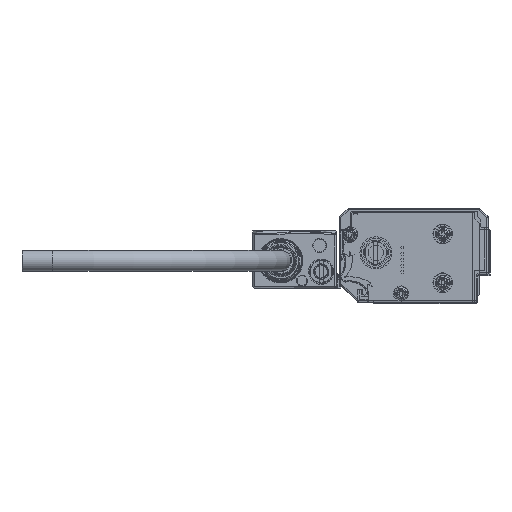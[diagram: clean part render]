
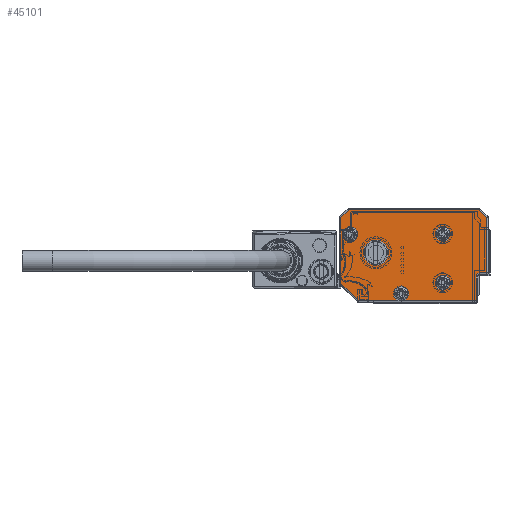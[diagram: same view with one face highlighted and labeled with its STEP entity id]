
A CAD part, left-side view. The second image highlights one B-rep face of the part: STEP entity #45101.
In plain terms, the highlighted planar face has unit normal (-1, 0, 0).
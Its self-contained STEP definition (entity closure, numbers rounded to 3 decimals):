
#44886=AXIS2_PLACEMENT_3D('Circle Axis2P3D',#44884,#44885,$) ;
#44914=AXIS2_PLACEMENT_3D('Circle Axis2P3D',#44912,#44913,$) ;
#44929=AXIS2_PLACEMENT_3D('Plane Axis2P3D',#44926,#44927,#44928) ;
#44933=AXIS2_PLACEMENT_3D('Circle Axis2P3D',#44931,#44932,$) ;
#44940=AXIS2_PLACEMENT_3D('Circle Axis2P3D',#44938,#44939,$) ;
#44947=AXIS2_PLACEMENT_3D('Circle Axis2P3D',#44945,#44946,$) ;
#44959=AXIS2_PLACEMENT_3D('Circle Axis2P3D',#44957,#44958,$) ;
#45031=AXIS2_PLACEMENT_3D('Circle Axis2P3D',#45029,#45030,$) ;
#45040=AXIS2_PLACEMENT_3D('Circle Axis2P3D',#45038,#45039,$) ;
#45049=AXIS2_PLACEMENT_3D('Circle Axis2P3D',#45047,#45048,$) ;
#45058=AXIS2_PLACEMENT_3D('Circle Axis2P3D',#45056,#45057,$) ;
#45067=AXIS2_PLACEMENT_3D('Circle Axis2P3D',#45065,#45066,$) ;
#45076=AXIS2_PLACEMENT_3D('Circle Axis2P3D',#45074,#45075,$) ;
#45085=AXIS2_PLACEMENT_3D('Circle Axis2P3D',#45083,#45084,$) ;
#45094=AXIS2_PLACEMENT_3D('Circle Axis2P3D',#45092,#45093,$) ;
#37754=CARTESIAN_POINT('Vertex',(-1773.,8.4,-1.)) ;
#37756=CARTESIAN_POINT('Vertex',(-1773.,7.,-1.)) ;
#37759=CARTESIAN_POINT('Line Origine',(-1773.,3.5,-1.)) ;
#37763=CARTESIAN_POINT('Vertex',(-1773.,21.793,-1.)) ;
#37775=CARTESIAN_POINT('Vertex',(-1773.,-17.,-1.)) ;
#37778=CARTESIAN_POINT('Line Origine',(-1773.,3.5,-1.)) ;
#44884=CARTESIAN_POINT('Axis2P3D Location',(-1773.,7.7,1.4)) ;
#44888=CARTESIAN_POINT('Vertex',(-1773.,5.2,1.4)) ;
#44909=CARTESIAN_POINT('Vertex',(-1773.,9.894,0.201)) ;
#44912=CARTESIAN_POINT('Axis2P3D Location',(-1773.,7.7,1.4)) ;
#44926=CARTESIAN_POINT('Axis2P3D Location',(-1773.,-21.5,13.5)) ;
#44931=CARTESIAN_POINT('Axis2P3D Location',(-1773.,7.7,1.4)) ;
#44935=CARTESIAN_POINT('Vertex',(-1773.,10.2,1.4)) ;
#44938=CARTESIAN_POINT('Axis2P3D Location',(-1773.,7.7,1.4)) ;
#44942=CARTESIAN_POINT('Vertex',(-1773.,5.506,2.599)) ;
#44945=CARTESIAN_POINT('Axis2P3D Location',(-1773.,7.7,1.4)) ;
#44950=CARTESIAN_POINT('Line Origine',(-1773.,-17.,3.1)) ;
#44954=CARTESIAN_POINT('Vertex',(-1773.,-17.,7.2)) ;
#44957=CARTESIAN_POINT('Axis2P3D Location',(-1773.,-18.,7.2)) ;
#44961=CARTESIAN_POINT('Vertex',(-1773.,-18.,8.2)) ;
#44964=CARTESIAN_POINT('Line Origine',(-1773.,-19.25,8.2)) ;
#44968=CARTESIAN_POINT('Vertex',(-1773.,-20.5,8.2)) ;
#44971=CARTESIAN_POINT('Line Origine',(-1773.,-20.5,17.246)) ;
#44975=CARTESIAN_POINT('Vertex',(-1773.,-20.5,26.293)) ;
#44978=CARTESIAN_POINT('Line Origine',(-1773.,-19.146,27.646)) ;
#44982=CARTESIAN_POINT('Vertex',(-1773.,-17.793,29.)) ;
#44985=CARTESIAN_POINT('Line Origine',(-1773.,3.5,29.)) ;
#44989=CARTESIAN_POINT('Vertex',(-1773.,24.793,29.)) ;
#44992=CARTESIAN_POINT('Line Origine',(-1773.,26.146,27.646)) ;
#44996=CARTESIAN_POINT('Vertex',(-1773.,27.5,26.293)) ;
#44999=CARTESIAN_POINT('Line Origine',(-1773.,27.5,15.5)) ;
#45003=CARTESIAN_POINT('Vertex',(-1773.,27.5,4.707)) ;
#45006=CARTESIAN_POINT('Line Origine',(-1773.,24.646,1.854)) ;
#45029=CARTESIAN_POINT('Axis2P3D Location',(-1773.,-6.,5.)) ;
#45033=CARTESIAN_POINT('Vertex',(-1773.,-3.806,3.801)) ;
#45035=CARTESIAN_POINT('Vertex',(-1773.,-8.194,6.199)) ;
#45038=CARTESIAN_POINT('Axis2P3D Location',(-1773.,-6.,5.)) ;
#45047=CARTESIAN_POINT('Axis2P3D Location',(-1773.,16.,14.8)) ;
#45051=CARTESIAN_POINT('Vertex',(-1773.,11.85,14.8)) ;
#45053=CARTESIAN_POINT('Vertex',(-1773.,20.15,14.8)) ;
#45056=CARTESIAN_POINT('Axis2P3D Location',(-1773.,16.,14.8)) ;
#45065=CARTESIAN_POINT('Axis2P3D Location',(-1773.,-6.,21.)) ;
#45069=CARTESIAN_POINT('Vertex',(-1773.,-8.194,22.199)) ;
#45071=CARTESIAN_POINT('Vertex',(-1773.,-3.806,19.801)) ;
#45074=CARTESIAN_POINT('Axis2P3D Location',(-1773.,-6.,21.)) ;
#45083=CARTESIAN_POINT('Axis2P3D Location',(-1773.,24.5,20.9)) ;
#45087=CARTESIAN_POINT('Vertex',(-1773.,22.306,22.099)) ;
#45089=CARTESIAN_POINT('Vertex',(-1773.,26.694,19.701)) ;
#45092=CARTESIAN_POINT('Axis2P3D Location',(-1773.,24.5,20.9)) ;
#37760=DIRECTION('Vector Direction',(0.,1.,0.)) ;
#37779=DIRECTION('Vector Direction',(0.,1.,0.)) ;
#44885=DIRECTION('Axis2P3D Direction',(-1.,0.,0.)) ;
#44913=DIRECTION('Axis2P3D Direction',(-1.,0.,0.)) ;
#44927=DIRECTION('Axis2P3D Direction',(1.,0.,0.)) ;
#44928=DIRECTION('Axis2P3D XDirection',(0.,1.,0.)) ;
#44932=DIRECTION('Axis2P3D Direction',(1.,0.,0.)) ;
#44939=DIRECTION('Axis2P3D Direction',(1.,0.,0.)) ;
#44946=DIRECTION('Axis2P3D Direction',(1.,0.,0.)) ;
#44951=DIRECTION('Vector Direction',(0.,0.,1.)) ;
#44958=DIRECTION('Axis2P3D Direction',(1.,0.,0.)) ;
#44965=DIRECTION('Vector Direction',(0.,-1.,0.)) ;
#44972=DIRECTION('Vector Direction',(0.,0.,1.)) ;
#44979=DIRECTION('Vector Direction',(0.,-0.707,-0.707)) ;
#44986=DIRECTION('Vector Direction',(0.,1.,0.)) ;
#44993=DIRECTION('Vector Direction',(0.,0.707,-0.707)) ;
#45000=DIRECTION('Vector Direction',(0.,0.,-1.)) ;
#45007=DIRECTION('Vector Direction',(0.,-0.707,-0.707)) ;
#45030=DIRECTION('Axis2P3D Direction',(1.,0.,0.)) ;
#45039=DIRECTION('Axis2P3D Direction',(1.,0.,0.)) ;
#45048=DIRECTION('Axis2P3D Direction',(1.,0.,0.)) ;
#45057=DIRECTION('Axis2P3D Direction',(1.,0.,0.)) ;
#45066=DIRECTION('Axis2P3D Direction',(1.,0.,0.)) ;
#45075=DIRECTION('Axis2P3D Direction',(1.,0.,0.)) ;
#45084=DIRECTION('Axis2P3D Direction',(1.,0.,0.)) ;
#45093=DIRECTION('Axis2P3D Direction',(1.,0.,0.)) ;
#37761=VECTOR('Line Direction',#37760,1.) ;
#37780=VECTOR('Line Direction',#37779,1.) ;
#44952=VECTOR('Line Direction',#44951,1.) ;
#44966=VECTOR('Line Direction',#44965,1.) ;
#44973=VECTOR('Line Direction',#44972,1.) ;
#44980=VECTOR('Line Direction',#44979,1.) ;
#44987=VECTOR('Line Direction',#44986,1.) ;
#44994=VECTOR('Line Direction',#44993,1.) ;
#45001=VECTOR('Line Direction',#45000,1.) ;
#45008=VECTOR('Line Direction',#45007,1.) ;
#45012=ORIENTED_EDGE('',*,*,#44916,.T.) ;
#45013=ORIENTED_EDGE('',*,*,#44937,.T.) ;
#45014=ORIENTED_EDGE('',*,*,#44944,.T.) ;
#45015=ORIENTED_EDGE('',*,*,#44949,.T.) ;
#45016=ORIENTED_EDGE('',*,*,#44890,.T.) ;
#45017=ORIENTED_EDGE('',*,*,#37782,.F.) ;
#45018=ORIENTED_EDGE('',*,*,#44956,.F.) ;
#45019=ORIENTED_EDGE('',*,*,#44963,.F.) ;
#45020=ORIENTED_EDGE('',*,*,#44970,.F.) ;
#45021=ORIENTED_EDGE('',*,*,#44977,.F.) ;
#45022=ORIENTED_EDGE('',*,*,#44984,.F.) ;
#45023=ORIENTED_EDGE('',*,*,#44991,.F.) ;
#45024=ORIENTED_EDGE('',*,*,#44998,.F.) ;
#45025=ORIENTED_EDGE('',*,*,#45005,.F.) ;
#45026=ORIENTED_EDGE('',*,*,#45010,.F.) ;
#45027=ORIENTED_EDGE('',*,*,#37765,.F.) ;
#45044=ORIENTED_EDGE('',*,*,#45037,.T.) ;
#45045=ORIENTED_EDGE('',*,*,#45042,.T.) ;
#45062=ORIENTED_EDGE('',*,*,#45055,.T.) ;
#45063=ORIENTED_EDGE('',*,*,#45060,.T.) ;
#45080=ORIENTED_EDGE('',*,*,#45073,.T.) ;
#45081=ORIENTED_EDGE('',*,*,#45078,.T.) ;
#45098=ORIENTED_EDGE('',*,*,#45091,.T.) ;
#45099=ORIENTED_EDGE('',*,*,#45096,.T.) ;
#45046=FACE_BOUND('',#45043,.T.) ;
#45064=FACE_BOUND('',#45061,.T.) ;
#45082=FACE_BOUND('',#45079,.T.) ;
#45100=FACE_BOUND('',#45097,.T.) ;
#45101=ADVANCED_FACE('\X2\FF8AFF9FFF70FF82\X0\ \X2\FF8EFF9EFF83FF9EFF68FF70\X0\',(#45028,#45046,#45064,#45082,#45100),#44930,.F.) ;
#44887=CIRCLE('generated circle',#44886,2.5) ;
#44915=CIRCLE('generated circle',#44914,2.5) ;
#44934=CIRCLE('generated circle',#44933,2.5) ;
#44941=CIRCLE('generated circle',#44940,2.5) ;
#44948=CIRCLE('generated circle',#44947,2.5) ;
#44960=CIRCLE('generated circle',#44959,1.) ;
#45032=CIRCLE('generated circle',#45031,2.5) ;
#45041=CIRCLE('generated circle',#45040,2.5) ;
#45050=CIRCLE('generated circle',#45049,4.15) ;
#45059=CIRCLE('generated circle',#45058,4.15) ;
#45068=CIRCLE('generated circle',#45067,2.5) ;
#45077=CIRCLE('generated circle',#45076,2.5) ;
#45086=CIRCLE('generated circle',#45085,2.5) ;
#45095=CIRCLE('generated circle',#45094,2.5) ;
#37765=EDGE_CURVE('',#37755,#37764,#37762,.T.) ;
#37782=EDGE_CURVE('',#37776,#37757,#37781,.T.) ;
#44890=EDGE_CURVE('',#44889,#37757,#44887,.F.) ;
#44916=EDGE_CURVE('',#37755,#44910,#44915,.F.) ;
#44937=EDGE_CURVE('',#44910,#44936,#44934,.T.) ;
#44944=EDGE_CURVE('',#44936,#44943,#44941,.T.) ;
#44949=EDGE_CURVE('',#44943,#44889,#44948,.T.) ;
#44956=EDGE_CURVE('',#44955,#37776,#44953,.F.) ;
#44963=EDGE_CURVE('',#44962,#44955,#44960,.F.) ;
#44970=EDGE_CURVE('',#44969,#44962,#44967,.F.) ;
#44977=EDGE_CURVE('',#44976,#44969,#44974,.F.) ;
#44984=EDGE_CURVE('',#44983,#44976,#44981,.T.) ;
#44991=EDGE_CURVE('',#44990,#44983,#44988,.F.) ;
#44998=EDGE_CURVE('',#44997,#44990,#44995,.F.) ;
#45005=EDGE_CURVE('',#45004,#44997,#45002,.F.) ;
#45010=EDGE_CURVE('',#37764,#45004,#45009,.F.) ;
#45037=EDGE_CURVE('',#45034,#45036,#45032,.T.) ;
#45042=EDGE_CURVE('',#45036,#45034,#45041,.T.) ;
#45055=EDGE_CURVE('',#45052,#45054,#45050,.T.) ;
#45060=EDGE_CURVE('',#45054,#45052,#45059,.T.) ;
#45073=EDGE_CURVE('',#45070,#45072,#45068,.T.) ;
#45078=EDGE_CURVE('',#45072,#45070,#45077,.T.) ;
#45091=EDGE_CURVE('',#45088,#45090,#45086,.T.) ;
#45096=EDGE_CURVE('',#45090,#45088,#45095,.T.) ;
#45011=EDGE_LOOP('',(#45012,#45013,#45014,#45015,#45016,#45017,#45018,#45019,#45020,#45021,#45022,#45023,#45024,#45025,#45026,#45027)) ;
#45043=EDGE_LOOP('',(#45044,#45045)) ;
#45061=EDGE_LOOP('',(#45062,#45063)) ;
#45079=EDGE_LOOP('',(#45080,#45081)) ;
#45097=EDGE_LOOP('',(#45098,#45099)) ;
#45028=FACE_OUTER_BOUND('',#45011,.T.) ;
#37762=LINE('Line',#37759,#37761) ;
#37781=LINE('Line',#37778,#37780) ;
#44953=LINE('Line',#44950,#44952) ;
#44967=LINE('Line',#44964,#44966) ;
#44974=LINE('Line',#44971,#44973) ;
#44981=LINE('Line',#44978,#44980) ;
#44988=LINE('Line',#44985,#44987) ;
#44995=LINE('Line',#44992,#44994) ;
#45002=LINE('Line',#44999,#45001) ;
#45009=LINE('Line',#45006,#45008) ;
#44930=PLANE('Plane',#44929) ;
#37755=VERTEX_POINT('',#37754) ;
#37757=VERTEX_POINT('',#37756) ;
#37764=VERTEX_POINT('',#37763) ;
#37776=VERTEX_POINT('',#37775) ;
#44889=VERTEX_POINT('',#44888) ;
#44910=VERTEX_POINT('',#44909) ;
#44936=VERTEX_POINT('',#44935) ;
#44943=VERTEX_POINT('',#44942) ;
#44955=VERTEX_POINT('',#44954) ;
#44962=VERTEX_POINT('',#44961) ;
#44969=VERTEX_POINT('',#44968) ;
#44976=VERTEX_POINT('',#44975) ;
#44983=VERTEX_POINT('',#44982) ;
#44990=VERTEX_POINT('',#44989) ;
#44997=VERTEX_POINT('',#44996) ;
#45004=VERTEX_POINT('',#45003) ;
#45034=VERTEX_POINT('',#45033) ;
#45036=VERTEX_POINT('',#45035) ;
#45052=VERTEX_POINT('',#45051) ;
#45054=VERTEX_POINT('',#45053) ;
#45070=VERTEX_POINT('',#45069) ;
#45072=VERTEX_POINT('',#45071) ;
#45088=VERTEX_POINT('',#45087) ;
#45090=VERTEX_POINT('',#45089) ;
